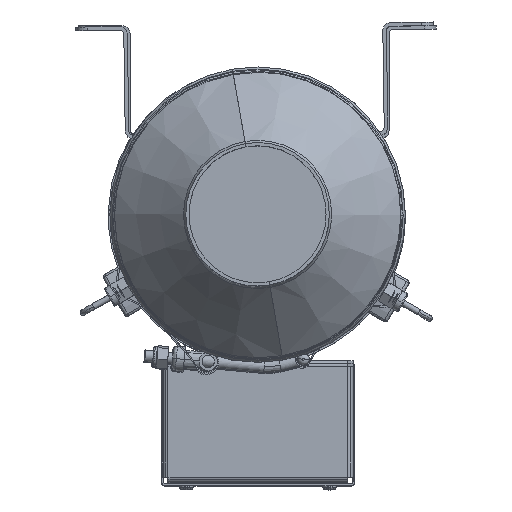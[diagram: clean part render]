
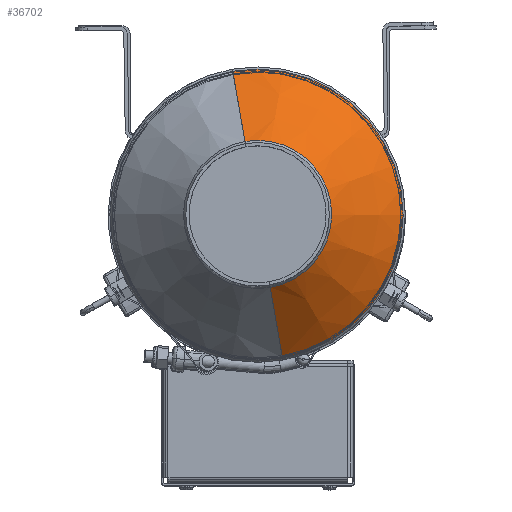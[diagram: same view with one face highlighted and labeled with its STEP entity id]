
A CAD part, top view. The second image highlights one B-rep face of the part: STEP entity #36702.
In plain terms, the highlighted conical face has half-angle 43.668 degrees and reference radius 77.411 mm.
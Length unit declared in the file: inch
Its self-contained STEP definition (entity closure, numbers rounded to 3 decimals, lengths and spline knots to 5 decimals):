
#6492 = LINE ( 'NONE', #73207, #50742 ) ;
#6598 = EDGE_CURVE ( 'NONE', #23334, #58173, #6492, .T. ) ;
#8814 = DIRECTION ( 'NONE',  ( 0.171, -0.985, 0. ) ) ;
#9351 = CARTESIAN_POINT ( 'NONE',  ( -0.48111, -6.98596, 26.57375 ) ) ;
#11102 = VECTOR ( 'NONE', #102373, 39.37008 ) ;
#20332 = DIRECTION ( 'NONE',  ( 0.118, -0.68, -0.723 ) ) ;
#22854 = CARTESIAN_POINT ( 'NONE',  ( -1.52169, -0.98006, 26.57312 ) ) ;
#23334 = VERTEX_POINT ( 'NONE', #82055 ) ;
#26048 = EDGE_CURVE ( 'NONE', #101659, #52483, #34554, .T. ) ;
#27721 = CIRCLE ( 'NONE', #74321, 3.04769 ) ;
#32925 = AXIS2_PLACEMENT_3D ( 'NONE', #46674, #37772, #55569 ) ;
#34554 = LINE ( 'NONE', #22854, #11102 ) ;
#34873 = ORIENTED_EDGE ( 'NONE', *, *, #50768, .T. ) ;
#35925 = ORIENTED_EDGE ( 'NONE', *, *, #26048, .F. ) ;
#36702 = ADVANCED_FACE ( 'NONE', ( #98081 ), #95322, .T. ) ;
#37772 = DIRECTION ( 'NONE',  ( 0., 0., -1. ) ) ;
#41759 = CARTESIAN_POINT ( 'NONE',  ( -1.52169, -0.98006, 26.57312 ) ) ;
#46135 = DIRECTION ( 'NONE',  ( 0., 0., 1. ) ) ;
#46674 = CARTESIAN_POINT ( 'NONE',  ( -1.0014, -3.98301, 26.57344 ) ) ;
#50742 = VECTOR ( 'NONE', #20332, 39.37008 ) ;
#50768 = EDGE_CURVE ( 'NONE', #101659, #23334, #68708, .T. ) ;
#52483 = VERTEX_POINT ( 'NONE', #41759 ) ;
#55569 = DIRECTION ( 'NONE',  ( -0.171, 0.985, 0. ) ) ;
#58173 = VERTEX_POINT ( 'NONE', #9351 ) ;
#61673 = DIRECTION ( 'NONE',  ( 0., 0., -1. ) ) ;
#68708 = CIRCLE ( 'NONE', #71113, 1.55199 ) ;
#71113 = AXIS2_PLACEMENT_3D ( 'NONE', #114482, #61673, #8814 ) ;
#72631 = CARTESIAN_POINT ( 'NONE',  ( -1.26638, -2.45364, 28.14017 ) ) ;
#73207 = CARTESIAN_POINT ( 'NONE',  ( -0.48111, -6.98596, 26.57375 ) ) ;
#74321 = AXIS2_PLACEMENT_3D ( 'NONE', #98950, #46135, #107764 ) ;
#80350 = EDGE_CURVE ( 'NONE', #58173, #52483, #27721, .T. ) ;
#82055 = CARTESIAN_POINT ( 'NONE',  ( -0.73648, -5.51205, 28.14049 ) ) ;
#87306 = EDGE_LOOP ( 'NONE', ( #34873, #100627, #114230, #35925 ) ) ;
#95322 = CONICAL_SURFACE ( 'NONE', #32925, 3.04769, 0.762 ) ;
#98081 = FACE_OUTER_BOUND ( 'NONE', #87306, .T. ) ;
#98950 = CARTESIAN_POINT ( 'NONE',  ( -1.0014, -3.98301, 26.57344 ) ) ;
#100627 = ORIENTED_EDGE ( 'NONE', *, *, #6598, .T. ) ;
#101659 = VERTEX_POINT ( 'NONE', #72631 ) ;
#102373 = DIRECTION ( 'NONE',  ( -0.118, 0.68, -0.723 ) ) ;
#107764 = DIRECTION ( 'NONE',  ( 0.171, -0.985, 0. ) ) ;
#114230 = ORIENTED_EDGE ( 'NONE', *, *, #80350, .T. ) ;
#114482 = CARTESIAN_POINT ( 'NONE',  ( -1.00143, -3.98285, 28.14033 ) ) ;
